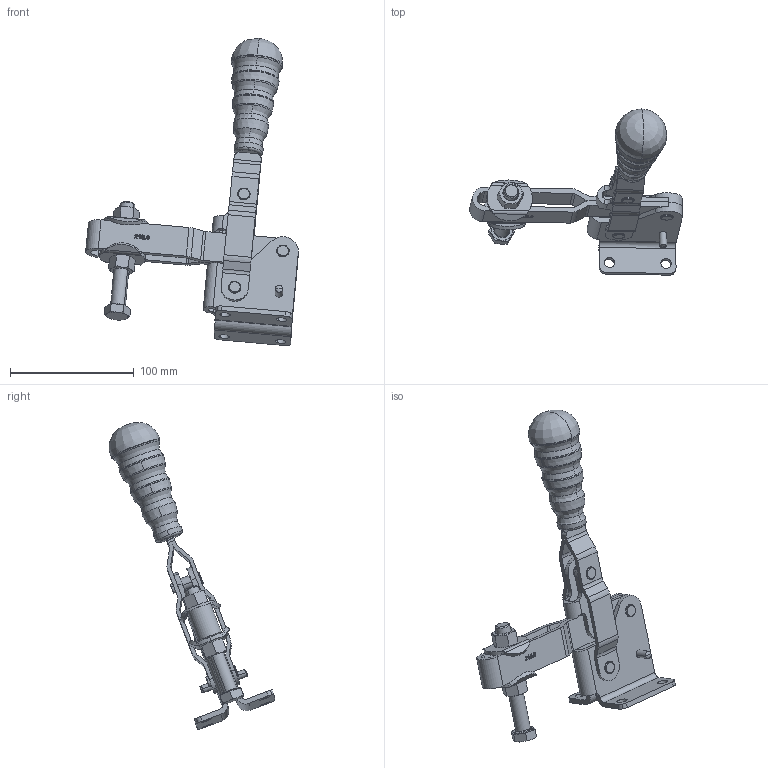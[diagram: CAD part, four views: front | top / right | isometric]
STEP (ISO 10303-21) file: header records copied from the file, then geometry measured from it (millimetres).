
FILE_DESCRIPTION((''),'2;1');
FILE_NAME('215.0.stp','2005-08-29T15:19:14',('CAD'),(''),'Autodesk Inventor 8','Autodesk Inventor 8','');
FILE_SCHEMA(('AUTOMOTIVE_DESIGN { 1 0 10303 214 1 1 1 1 }'));
Length unit declared in the file: millimetre
Products named in the file (1): Part25
Bounding box: 172.04 x 134.21 x 248.51 mm (x, y, z)
Volume: 210854.2 mm3; surface area: 85592.2 mm2
Topology: 1 solids, 3 shells, 1467 faces, 4994 edges, 3127 vertices
Faces by surface type: plane 735, cone 358, cylinder 240, bspline 108, torus 24, sphere 2
Entity records: 58153 total; most frequent: CARTESIAN_POINT 15331, ORIENTED_EDGE 9964, DIRECTION 8782, EDGE_CURVE 4982, AXIS2_PLACEMENT_3D 3154, VERTEX_POINT 3127, VECTOR 2474, LINE 2474
